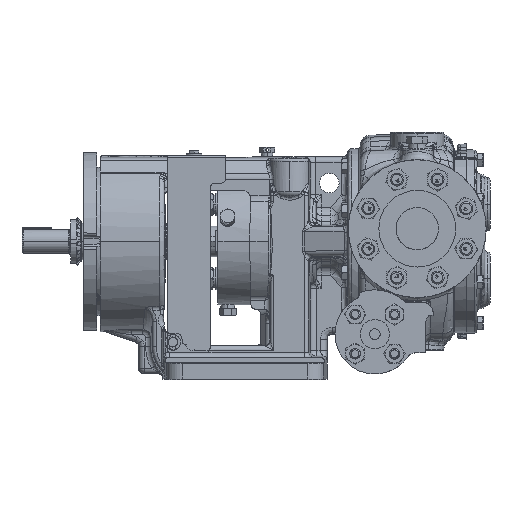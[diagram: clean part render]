
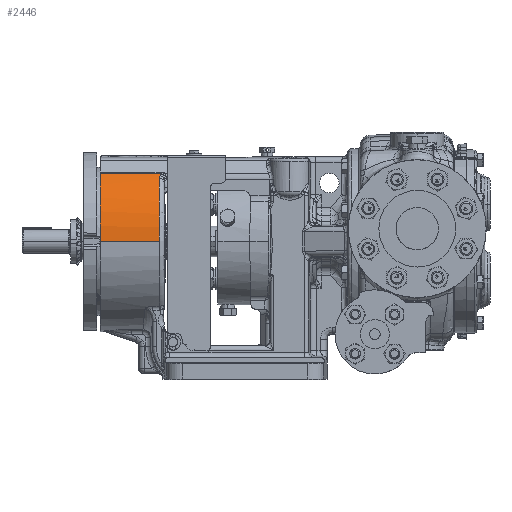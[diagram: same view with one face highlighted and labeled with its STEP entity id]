
A CAD part, top view. The second image highlights one B-rep face of the part: STEP entity #2446.
In plain terms, the highlighted cylindrical face has radius 107.95 mm (diameter 215.9 mm), a partial arc.
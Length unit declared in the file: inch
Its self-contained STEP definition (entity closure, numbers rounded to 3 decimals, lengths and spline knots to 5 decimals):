
#1330 = DIRECTION ( 'NONE',  ( 0., 0., -1. ) ) ;
#1416 = B_SPLINE_CURVE_WITH_KNOTS ( 'NONE', 3,
 ( #112158, #42306, #78041, #202096, #95851, #219991, #113655, #7317 ),
 .UNSPECIFIED., .F., .F.,
 ( 4, 2, 2, 4 ),
 ( 0., 0.00256, 0.00384, 0.00512 ),
 .UNSPECIFIED. ) ;
#1657 = ORIENTED_EDGE ( 'NONE', *, *, #173149, .T. ) ;
#2446 = ADVANCED_FACE ( 'NONE', ( #197157 ), #55514, .T. ) ;
#7317 = CARTESIAN_POINT ( 'NONE',  ( -9.35175, 3.10395, 2.9031 ) ) ;
#9915 = EDGE_CURVE ( 'NONE', #136493, #118131, #91196, .T. ) ;
#11834 = DIRECTION ( 'NONE',  ( 0., 0., 1. ) ) ;
#11867 = CARTESIAN_POINT ( 'NONE',  ( -9.30993, 3.15638, 2.84607 ) ) ;
#16268 = ORIENTED_EDGE ( 'NONE', *, *, #144039, .T. ) ;
#17164 = ORIENTED_EDGE ( 'NONE', *, *, #38996, .T. ) ;
#29833 = CARTESIAN_POINT ( 'NONE',  ( -9.28364, 3.1799, 2.81971 ) ) ;
#29970 = LINE ( 'NONE', #224186, #124319 ) ;
#35882 = ORIENTED_EDGE ( 'NONE', *, *, #108416, .T. ) ;
#37626 = CARTESIAN_POINT ( 'NONE',  ( -12.17652, 0., 0. ) ) ;
#38996 = EDGE_CURVE ( 'NONE', #163096, #195851, #130687, .T. ) ;
#39137 = ORIENTED_EDGE ( 'NONE', *, *, #9915, .T. ) ;
#42306 = CARTESIAN_POINT ( 'NONE',  ( -9.38984, 2.99125, 3.01928 ) ) ;
#47634 = CARTESIAN_POINT ( 'NONE',  ( 0., 0., 0. ) ) ;
#55484 = DIRECTION ( 'NONE',  ( 0., 0., -1. ) ) ;
#55514 = CYLINDRICAL_SURFACE ( 'NONE', #142428, 4.25 ) ;
#55644 = VERTEX_POINT ( 'NONE', #130620 ) ;
#77505 = CARTESIAN_POINT ( 'NONE',  ( -9.38984, 0., 4.25 ) ) ;
#78041 = CARTESIAN_POINT ( 'NONE',  ( -9.38694, 3.01477, 2.99579 ) ) ;
#86826 = ORIENTED_EDGE ( 'NONE', *, *, #191401, .F. ) ;
#91196 = B_SPLINE_CURVE_WITH_KNOTS ( 'NONE', 3,
 ( #118215, #100416, #135370, #11867, #136153, #29833 ),
 .UNSPECIFIED., .F., .F.,
 ( 4, 2, 4 ),
 ( 0., 0.00168, 0.00336 ),
 .UNSPECIFIED. ) ;
#95851 = CARTESIAN_POINT ( 'NONE',  ( -9.37388, 3.06031, 2.94911 ) ) ;
#100416 = CARTESIAN_POINT ( 'NONE',  ( -9.34291, 3.11776, 2.88833 ) ) ;
#106410 = CARTESIAN_POINT ( 'NONE',  ( -12.17652, 3.1799, 2.81971 ) ) ;
#107746 = DIRECTION ( 'NONE',  ( -1., 0., 0. ) ) ;
#108416 = EDGE_CURVE ( 'NONE', #195851, #136493, #1416, .T. ) ;
#112158 = CARTESIAN_POINT ( 'NONE',  ( -9.38984, 2.96719, 3.04274 ) ) ;
#113655 = CARTESIAN_POINT ( 'NONE',  ( -9.3585, 3.09342, 2.91436 ) ) ;
#115459 = AXIS2_PLACEMENT_3D ( 'NONE', #214032, #107746, #1330 ) ;
#117852 = DIRECTION ( 'NONE',  ( -1., 0., 0. ) ) ;
#118131 = VERTEX_POINT ( 'NONE', #208743 ) ;
#118215 = CARTESIAN_POINT ( 'NONE',  ( -9.35175, 3.10395, 2.9031 ) ) ;
#121697 = VERTEX_POINT ( 'NONE', #106410 ) ;
#124319 = VECTOR ( 'NONE', #117852, 39.37008 ) ;
#130620 = CARTESIAN_POINT ( 'NONE',  ( -12.17652, 0., 4.25 ) ) ;
#130687 = CIRCLE ( 'NONE', #115459, 4.25 ) ;
#130878 = CARTESIAN_POINT ( 'NONE',  ( -9.35175, 3.10395, 2.9031 ) ) ;
#135370 = CARTESIAN_POINT ( 'NONE',  ( -9.33269, 3.13106, 2.8739 ) ) ;
#136153 = CARTESIAN_POINT ( 'NONE',  ( -9.2974, 3.16844, 2.83262 ) ) ;
#136493 = VERTEX_POINT ( 'NONE', #130878 ) ;
#142428 = AXIS2_PLACEMENT_3D ( 'NONE', #47634, #224532, #11834 ) ;
#144039 = EDGE_CURVE ( 'NONE', #121697, #55644, #159477, .T. ) ;
#144880 = CARTESIAN_POINT ( 'NONE',  ( -9.38984, 2.96719, 3.04274 ) ) ;
#157212 = CARTESIAN_POINT ( 'NONE',  ( 0., 0., 4.25 ) ) ;
#159477 = CIRCLE ( 'NONE', #217810, 4.25 ) ;
#161828 = DIRECTION ( 'NONE',  ( 1., 0., 0. ) ) ;
#163096 = VERTEX_POINT ( 'NONE', #77505 ) ;
#169418 = VECTOR ( 'NONE', #210613, 39.37008 ) ;
#173149 = EDGE_CURVE ( 'NONE', #118131, #121697, #29970, .T. ) ;
#191401 = EDGE_CURVE ( 'NONE', #163096, #55644, #216514, .T. ) ;
#192583 = EDGE_LOOP ( 'NONE', ( #86826, #17164, #35882, #39137, #1657, #16268 ) ) ;
#195851 = VERTEX_POINT ( 'NONE', #144880 ) ;
#197157 = FACE_OUTER_BOUND ( 'NONE', #192583, .T. ) ;
#202096 = CARTESIAN_POINT ( 'NONE',  ( -9.37776, 3.04904, 2.96076 ) ) ;
#208743 = CARTESIAN_POINT ( 'NONE',  ( -9.28364, 3.1799, 2.81971 ) ) ;
#210613 = DIRECTION ( 'NONE',  ( -1., 0., 0. ) ) ;
#214032 = CARTESIAN_POINT ( 'NONE',  ( -9.38984, 0., 0. ) ) ;
#216514 = LINE ( 'NONE', #157212, #169418 ) ;
#217810 = AXIS2_PLACEMENT_3D ( 'NONE', #37626, #161828, #55484 ) ;
#219991 = CARTESIAN_POINT ( 'NONE',  ( -9.36425, 3.08251, 2.9259 ) ) ;
#224186 = CARTESIAN_POINT ( 'NONE',  ( 0., 3.1799, 2.81971 ) ) ;
#224532 = DIRECTION ( 'NONE',  ( -1., 0., 0. ) ) ;
